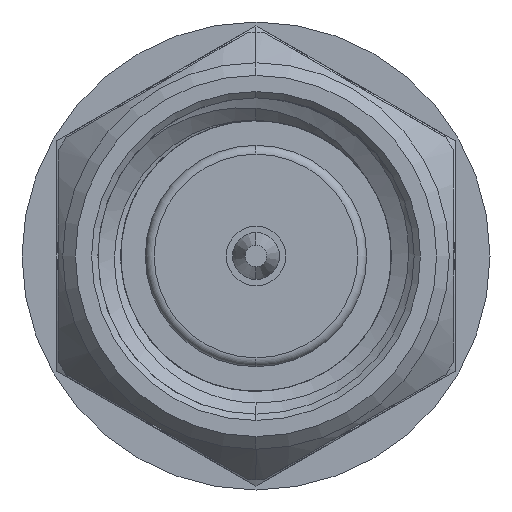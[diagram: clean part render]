
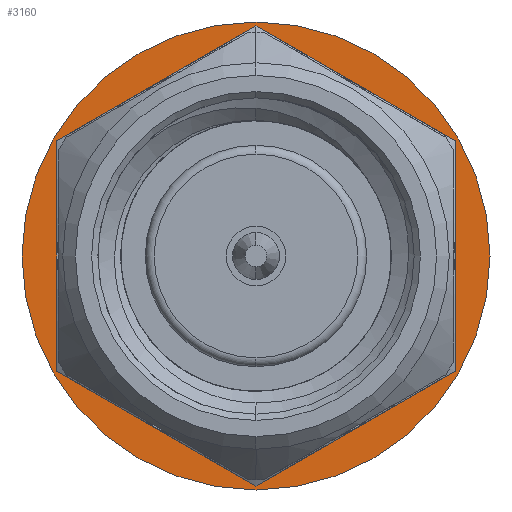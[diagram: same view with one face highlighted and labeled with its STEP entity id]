
A CAD part, left-side view. The second image highlights one B-rep face of the part: STEP entity #3160.
In plain terms, the highlighted planar face has unit normal (-1, 0, 0).
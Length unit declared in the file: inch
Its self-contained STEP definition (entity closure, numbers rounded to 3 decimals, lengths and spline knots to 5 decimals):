
#144 = DIRECTION ( 'NONE',  ( 0., 0., 1. ) ) ;
#209 = EDGE_CURVE ( 'NONE', #9783, #2172, #8747, .T. ) ;
#309 = VERTEX_POINT ( 'NONE', #10433 ) ;
#1314 = DIRECTION ( 'NONE',  ( -1., 0., 0. ) ) ;
#1388 = DIRECTION ( 'NONE',  ( -1., 0., 0. ) ) ;
#1864 = VERTEX_POINT ( 'NONE', #2930 ) ;
#1983 = EDGE_CURVE ( 'NONE', #309, #1864, #5336, .T. ) ;
#2172 = VERTEX_POINT ( 'NONE', #12065 ) ;
#2656 = CARTESIAN_POINT ( 'NONE',  ( 0.59806, 0., 0. ) ) ;
#2930 = CARTESIAN_POINT ( 'NONE',  ( 0.59806, 0., 0.155 ) ) ;
#2968 = FACE_OUTER_BOUND ( 'NONE', #13706, .T. ) ;
#3094 = EDGE_CURVE ( 'NONE', #2172, #9783, #6385, .T. ) ;
#3138 = FACE_BOUND ( 'NONE', #11872, .T. ) ;
#3160 = ADVANCED_FACE ( 'NONE', ( #2968, #3138 ), #4505, .T. ) ;
#3900 = DIRECTION ( 'NONE',  ( -1., 0., 0. ) ) ;
#4268 = AXIS2_PLACEMENT_3D ( 'NONE', #7011, #11564, #14818 ) ;
#4349 = EDGE_CURVE ( 'NONE', #1864, #309, #7792, .T. ) ;
#4505 = PLANE ( 'NONE',  #13970 ) ;
#4717 = CARTESIAN_POINT ( 'NONE',  ( 0.59806, 0., 0. ) ) ;
#4928 = CARTESIAN_POINT ( 'NONE',  ( 0.59806, 0., 0. ) ) ;
#5336 = CIRCLE ( 'NONE', #6196, 0.155 ) ;
#6196 = AXIS2_PLACEMENT_3D ( 'NONE', #4717, #13871, #144 ) ;
#6385 = CIRCLE ( 'NONE', #4268, 0.185 ) ;
#7011 = CARTESIAN_POINT ( 'NONE',  ( 0.59806, 0., 0. ) ) ;
#7223 = DIRECTION ( 'NONE',  ( 0., 0., 1. ) ) ;
#7765 = ORIENTED_EDGE ( 'NONE', *, *, #4349, .F. ) ;
#7792 = CIRCLE ( 'NONE', #11369, 0.155 ) ;
#8747 = CIRCLE ( 'NONE', #10114, 0.185 ) ;
#8937 = ORIENTED_EDGE ( 'NONE', *, *, #3094, .T. ) ;
#9238 = DIRECTION ( 'NONE',  ( 0., 0., 1. ) ) ;
#9783 = VERTEX_POINT ( 'NONE', #12127 ) ;
#10114 = AXIS2_PLACEMENT_3D ( 'NONE', #13894, #1314, #9238 ) ;
#10433 = CARTESIAN_POINT ( 'NONE',  ( 0.59806, 0., -0.155 ) ) ;
#11219 = ORIENTED_EDGE ( 'NONE', *, *, #1983, .F. ) ;
#11369 = AXIS2_PLACEMENT_3D ( 'NONE', #4928, #3900, #7223 ) ;
#11564 = DIRECTION ( 'NONE',  ( -1., 0., 0. ) ) ;
#11872 = EDGE_LOOP ( 'NONE', ( #11219, #7765 ) ) ;
#12065 = CARTESIAN_POINT ( 'NONE',  ( 0.59806, 0., 0.185 ) ) ;
#12127 = CARTESIAN_POINT ( 'NONE',  ( 0.59806, 0., -0.185 ) ) ;
#13706 = EDGE_LOOP ( 'NONE', ( #14276, #8937 ) ) ;
#13871 = DIRECTION ( 'NONE',  ( -1., 0., 0. ) ) ;
#13894 = CARTESIAN_POINT ( 'NONE',  ( 0.59806, 0., 0. ) ) ;
#13967 = DIRECTION ( 'NONE',  ( 0., 0., 1. ) ) ;
#13970 = AXIS2_PLACEMENT_3D ( 'NONE', #2656, #1388, #13967 ) ;
#14276 = ORIENTED_EDGE ( 'NONE', *, *, #209, .T. ) ;
#14818 = DIRECTION ( 'NONE',  ( 0., 0., 1. ) ) ;
